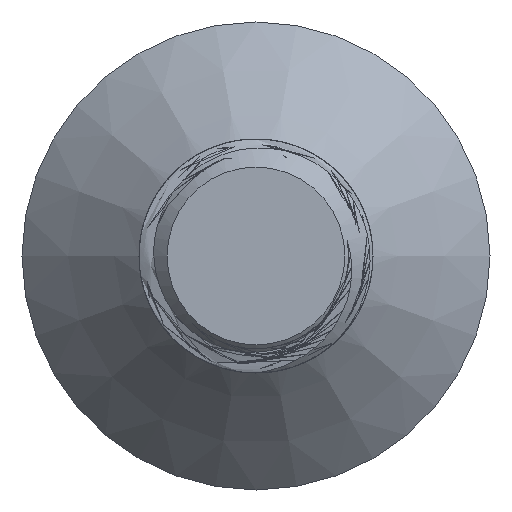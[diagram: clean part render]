
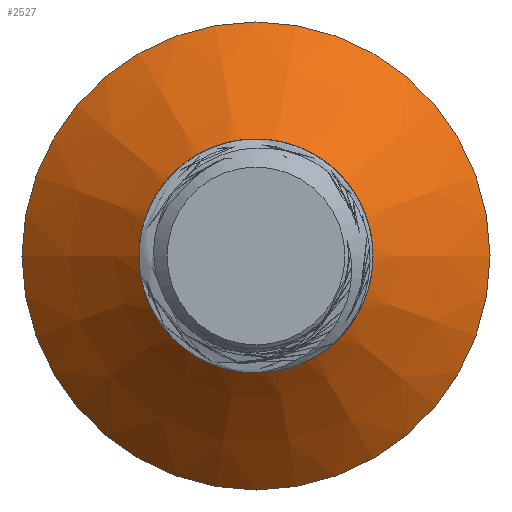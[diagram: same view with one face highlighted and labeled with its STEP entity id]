
A CAD part, left-side view. The second image highlights one B-rep face of the part: STEP entity #2527.
In plain terms, the highlighted conical face has half-angle 45 degrees and reference radius 2.5 mm.
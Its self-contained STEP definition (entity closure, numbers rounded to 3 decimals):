
#39=CONICAL_SURFACE('',#2685,2.5,0.785);
#164=FACE_OUTER_BOUND('',#303,.T.);
#303=EDGE_LOOP('',(#1972,#1973,#1974,#1975,#1976,#1977));
#325=CIRCLE('',#2564,2.5);
#329=CIRCLE('',#2686,5.);
#574=B_SPLINE_CURVE_WITH_KNOTS('',3,(#12016,#12017,#12018,#12019,#12020,
#12021,#12022,#12023,#12024,#12025,#12026,#12027,#12028,#12029,#12030,#12031,
#12032,#12033,#12034,#12035,#12036,#12037,#12038,#12039,#12040,#12041,#12042,
#12043,#12044,#12045,#12046,#12047),.UNSPECIFIED.,.F.,.F.,(4,2,2,2,2,2,
2,2,2,2,2,2,2,2,2,4),(0.194,0.248,0.403,
0.548,0.717,0.894,1.059,
1.208,1.333,1.471,1.614,1.769,
1.944,2.142,2.324,2.517),
 .UNSPECIFIED.);
#698=LINE('',#11982,#830);
#699=LINE('',#12049,#831);
#830=VECTOR('',#3072,2.5);
#831=VECTOR('',#3081,2.5);
#848=VERTEX_POINT('',#3158);
#849=VERTEX_POINT('',#3179);
#1084=VERTEX_POINT('',#11981);
#1089=VERTEX_POINT('',#12048);
#1107=EDGE_CURVE('',#849,#848,#325,.T.);
#1457=EDGE_CURVE('',#848,#1084,#698,.T.);
#1463=EDGE_CURVE('',#1084,#849,#574,.T.);
#1464=EDGE_CURVE('',#1089,#848,#699,.T.);
#1465=EDGE_CURVE('',#1089,#1089,#329,.T.);
#1972=ORIENTED_EDGE('',*,*,#1457,.T.);
#1973=ORIENTED_EDGE('',*,*,#1463,.T.);
#1974=ORIENTED_EDGE('',*,*,#1107,.T.);
#1975=ORIENTED_EDGE('',*,*,#1464,.F.);
#1976=ORIENTED_EDGE('',*,*,#1465,.F.);
#1977=ORIENTED_EDGE('',*,*,#1464,.T.);
#2527=ADVANCED_FACE('',(#164),#39,.T.);
#2564=AXIS2_PLACEMENT_3D('',#3180,#2721,#2722);
#2685=AXIS2_PLACEMENT_3D('',#12015,#3079,#3080);
#2686=AXIS2_PLACEMENT_3D('',#12050,#3082,#3083);
#2721=DIRECTION('center_axis',(0.,0.,1.));
#2722=DIRECTION('ref_axis',(0.,-1.,0.));
#3072=DIRECTION('',(0.,-0.707,-0.707));
#3079=DIRECTION('center_axis',(0.,0.,1.));
#3080=DIRECTION('ref_axis',(0.,-1.,0.));
#3081=DIRECTION('',(0.,-0.707,-0.707));
#3082=DIRECTION('center_axis',(0.,0.,1.));
#3083=DIRECTION('ref_axis',(0.,-1.,0.));
#3158=CARTESIAN_POINT('',(0.,2.5,-2.8));
#3179=CARTESIAN_POINT('',(1.752,1.784,-2.8));
#3180=CARTESIAN_POINT('Origin',(0.,0.,-2.8));
#11981=CARTESIAN_POINT('',(0.,2.056,-3.244));
#11982=CARTESIAN_POINT('',(0.,2.5,-2.8));
#12015=CARTESIAN_POINT('Origin',(0.,0.,-2.8));
#12016=CARTESIAN_POINT('Ctrl Pts',(0.,2.056,
-3.244));
#12017=CARTESIAN_POINT('Ctrl Pts',(-0.142,2.061,
-3.239));
#12018=CARTESIAN_POINT('Ctrl Pts',(-0.263,2.051,-3.234));
#12019=CARTESIAN_POINT('Ctrl Pts',(-0.631,2.001,
-3.22));
#12020=CARTESIAN_POINT('Ctrl Pts',(-0.894,1.91,
-3.209));
#12021=CARTESIAN_POINT('Ctrl Pts',(-1.354,1.642,-3.187));
#12022=CARTESIAN_POINT('Ctrl Pts',(-1.551,1.472,-3.177));
#12023=CARTESIAN_POINT('Ctrl Pts',(-1.899,1.037,-3.157));
#12024=CARTESIAN_POINT('Ctrl Pts',(-2.026,0.776,-3.147));
#12025=CARTESIAN_POINT('Ctrl Pts',(-2.178,0.247,-3.127));
#12026=CARTESIAN_POINT('Ctrl Pts',(-2.202,-0.036,
-3.116));
#12027=CARTESIAN_POINT('Ctrl Pts',(-2.144,-0.577,
-3.095));
#12028=CARTESIAN_POINT('Ctrl Pts',(-2.07,-0.831,
-3.085));
#12029=CARTESIAN_POINT('Ctrl Pts',(-1.845,-1.277,
-3.069));
#12030=CARTESIAN_POINT('Ctrl Pts',(-1.673,-1.534,
-3.058));
#12031=CARTESIAN_POINT('Ctrl Pts',(-1.18,-1.957,
-3.034));
#12032=CARTESIAN_POINT('Ctrl Pts',(-0.919,-2.104,
-3.023));
#12033=CARTESIAN_POINT('Ctrl Pts',(-0.327,-2.299,
-3.001));
#12034=CARTESIAN_POINT('Ctrl Pts',(-0.021,-2.326,
-2.991));
#12035=CARTESIAN_POINT('Ctrl Pts',(0.549,-2.281,
-2.972));
#12036=CARTESIAN_POINT('Ctrl Pts',(0.833,-2.204,-2.962));
#12037=CARTESIAN_POINT('Ctrl Pts',(1.378,-1.941,-2.94));
#12038=CARTESIAN_POINT('Ctrl Pts',(1.631,-1.75,-2.929));
#12039=CARTESIAN_POINT('Ctrl Pts',(2.075,-1.246,-2.906));
#12040=CARTESIAN_POINT('Ctrl Pts',(2.221,-0.957,
-2.897));
#12041=CARTESIAN_POINT('Ctrl Pts',(2.408,-0.405,
-2.877));
#12042=CARTESIAN_POINT('Ctrl Pts',(2.451,-0.096,
-2.867));
#12043=CARTESIAN_POINT('Ctrl Pts',(2.42,0.496,-2.846));
#12044=CARTESIAN_POINT('Ctrl Pts',(2.355,0.774,-2.837));
#12045=CARTESIAN_POINT('Ctrl Pts',(2.128,1.312,-2.819));
#12046=CARTESIAN_POINT('Ctrl Pts',(1.959,1.567,-2.81));
#12047=CARTESIAN_POINT('Ctrl Pts',(1.752,1.784,-2.8));
#12048=CARTESIAN_POINT('',(0.,5.,-0.3));
#12049=CARTESIAN_POINT('',(0.,2.5,-2.8));
#12050=CARTESIAN_POINT('Origin',(0.,0.,-0.3));
